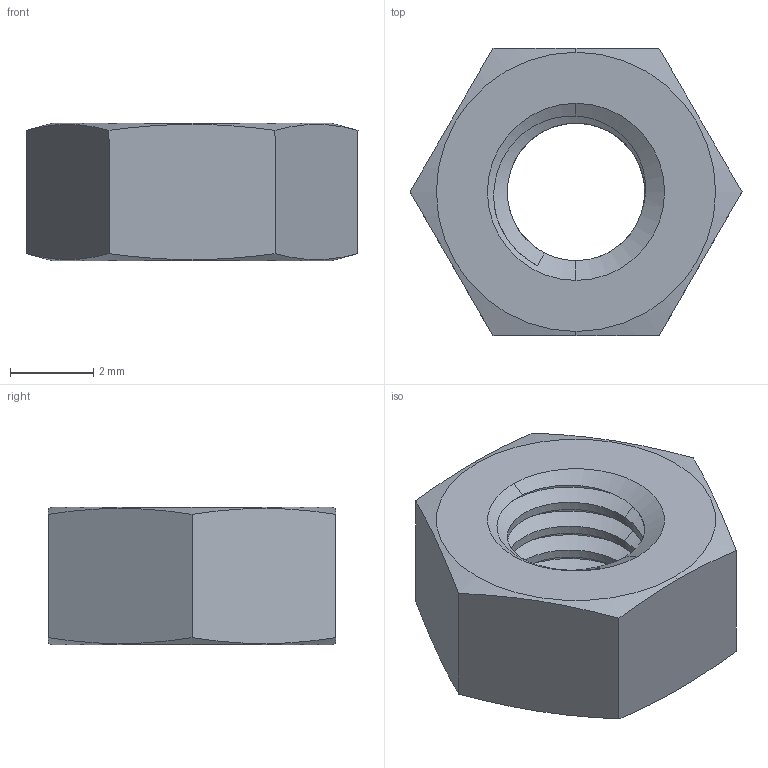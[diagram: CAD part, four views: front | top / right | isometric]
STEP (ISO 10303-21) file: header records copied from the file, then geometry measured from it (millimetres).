
FILE_DESCRIPTION (( 'STEP AP214' ), '1' );
FILE_NAME ('M4x3.3mmHexNut(FIX-M4).STEP', '2020-07-23T12:21:21', ( '' ), ( '' ), 'SwSTEP 2.0', 'SolidWorks 2020', '' );
FILE_SCHEMA (( 'AUTOMOTIVE_DESIGN' ));
Length unit declared in the file: millimetre
Products named in the file (1): M4x3.3mmHexNut(FIX-M4)
Bounding box: 7.97 x 6.9 x 3.3 mm (x, y, z)
Volume: 101 mm3; surface area: 191.7 mm2
Topology: 1 solids, 1 shells, 40 faces, 101 edges, 63 vertices
Faces by surface type: bspline 15, cylinder 9, cone 8, plane 8
Entity records: 2650 total; most frequent: CARTESIAN_POINT 1793, ORIENTED_EDGE 202, DIRECTION 114, EDGE_CURVE 101, VERTEX_POINT 63, B_SPLINE_CURVE_WITH_KNOTS 53, EDGE_LOOP 42, AXIS2_PLACEMENT_3D 40
